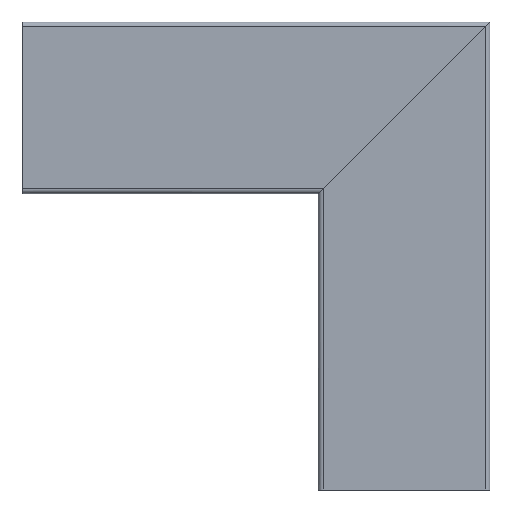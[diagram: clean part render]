
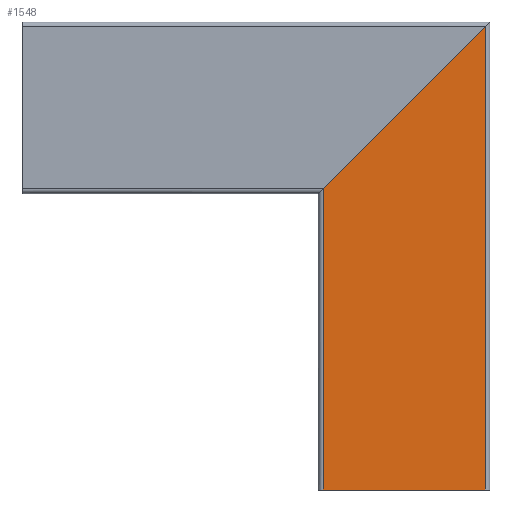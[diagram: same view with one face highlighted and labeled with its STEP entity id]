
A CAD part, left-side view. The second image highlights one B-rep face of the part: STEP entity #1548.
In plain terms, the highlighted planar face has unit normal (-1, 0, 0).
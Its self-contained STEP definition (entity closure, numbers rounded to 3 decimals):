
#289 = ORIENTED_EDGE ( 'NONE', *, *, #2960, .F. ) ;
#395 = ORIENTED_EDGE ( 'NONE', *, *, #3153, .T. ) ;
#418 = VERTEX_POINT ( 'NONE', #660 ) ;
#445 = CARTESIAN_POINT ( 'NONE',  ( 0., 52., 193. ) ) ;
#498 = VERTEX_POINT ( 'NONE', #445 ) ;
#575 = AXIS2_PLACEMENT_3D ( 'NONE', #2732, #2729, #2715 ) ;
#660 = CARTESIAN_POINT ( 'NONE',  ( 0., -52., 0. ) ) ;
#724 = EDGE_LOOP ( 'NONE', ( #289, #1453, #395, #3433 ) ) ;
#825 = CARTESIAN_POINT ( 'NONE',  ( 0., -52., 297. ) ) ;
#1079 = VECTOR ( 'NONE', #2487, 1000. ) ;
#1082 = LINE ( 'NONE', #2525, #1079 ) ;
#1346 = CARTESIAN_POINT ( 'NONE',  ( 0., 52., 0. ) ) ;
#1357 = VECTOR ( 'NONE', #3127, 1000. ) ;
#1372 = LINE ( 'NONE', #3156, #1396 ) ;
#1380 = LINE ( 'NONE', #3133, #1357 ) ;
#1396 = VECTOR ( 'NONE', #3191, 1000. ) ;
#1397 = VECTOR ( 'NONE', #3207, 1000. ) ;
#1402 = LINE ( 'NONE', #3178, #1397 ) ;
#1453 = ORIENTED_EDGE ( 'NONE', *, *, #2968, .F. ) ;
#1548 = ADVANCED_FACE ( 'NONE', ( #3583 ), #2743, .F. ) ;
#2092 = VERTEX_POINT ( 'NONE', #1346 ) ;
#2487 = DIRECTION ( 'NONE',  ( 0., 0., -1. ) ) ;
#2525 = CARTESIAN_POINT ( 'NONE',  ( 0., 52., 300. ) ) ;
#2706 = VERTEX_POINT ( 'NONE', #825 ) ;
#2715 = DIRECTION ( 'NONE',  ( 0., 0., -1. ) ) ;
#2729 = DIRECTION ( 'NONE',  ( 1., 0., 0. ) ) ;
#2732 = CARTESIAN_POINT ( 'NONE',  ( 0., -52., 300. ) ) ;
#2743 = PLANE ( 'NONE',  #575 ) ;
#2960 = EDGE_CURVE ( 'NONE', #2706, #418, #1402, .T. ) ;
#2968 = EDGE_CURVE ( 'NONE', #498, #2706, #1372, .T. ) ;
#2973 = EDGE_CURVE ( 'NONE', #2092, #418, #1380, .T. ) ;
#3127 = DIRECTION ( 'NONE',  ( 0., -1., 0. ) ) ;
#3133 = CARTESIAN_POINT ( 'NONE',  ( 0., -52., 0. ) ) ;
#3153 = EDGE_CURVE ( 'NONE', #498, #2092, #1082, .T. ) ;
#3156 = CARTESIAN_POINT ( 'NONE',  ( 0., -55., 300. ) ) ;
#3178 = CARTESIAN_POINT ( 'NONE',  ( 0., -52., 300. ) ) ;
#3191 = DIRECTION ( 'NONE',  ( 0., -0.707, 0.707 ) ) ;
#3207 = DIRECTION ( 'NONE',  ( 0., 0., -1. ) ) ;
#3433 = ORIENTED_EDGE ( 'NONE', *, *, #2973, .T. ) ;
#3583 = FACE_OUTER_BOUND ( 'NONE', #724, .T. ) ;
